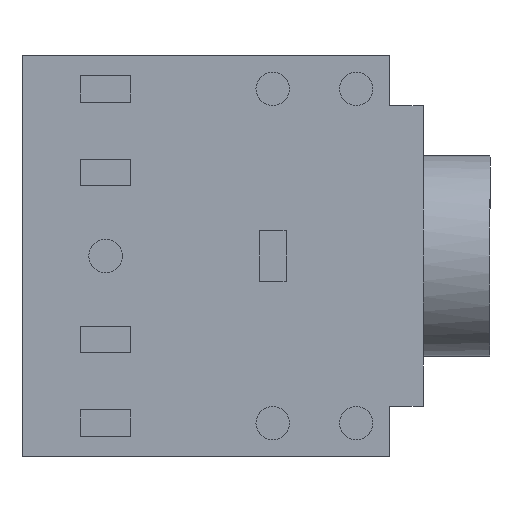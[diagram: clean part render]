
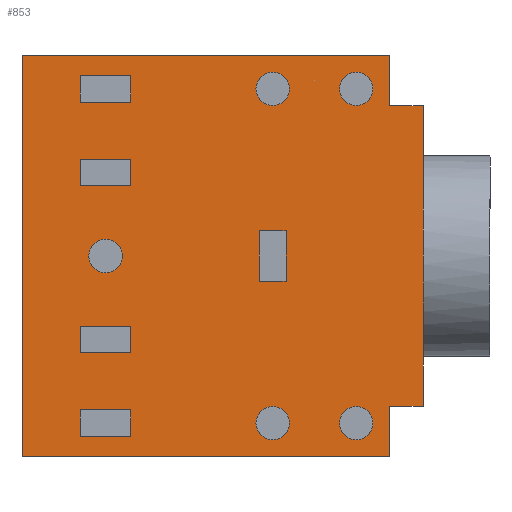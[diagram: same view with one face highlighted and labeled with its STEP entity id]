
A CAD part, front view. The second image highlights one B-rep face of the part: STEP entity #853.
In plain terms, the highlighted planar face has unit normal (0, -1, 0).
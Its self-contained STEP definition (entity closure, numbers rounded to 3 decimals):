
#27=FACE_BOUND('',#165,.T.);
#28=FACE_BOUND('',#166,.T.);
#29=FACE_BOUND('',#167,.T.);
#30=FACE_BOUND('',#168,.T.);
#31=FACE_BOUND('',#169,.T.);
#50=PLANE('',#946);
#106=FACE_OUTER_BOUND('',#164,.T.);
#164=EDGE_LOOP('',(#686,#687,#688,#689,#690,#691,#692,#693,#694,#695));
#165=EDGE_LOOP('',(#696));
#166=EDGE_LOOP('',(#697));
#167=EDGE_LOOP('',(#698));
#168=EDGE_LOOP('',(#699));
#169=EDGE_LOOP('',(#700));
#206=LINE('',#1267,#301);
#211=LINE('',#1288,#306);
#212=LINE('',#1291,#307);
#215=LINE('',#1298,#310);
#219=LINE('',#1306,#314);
#222=LINE('',#1312,#317);
#225=LINE('',#1318,#320);
#228=LINE('',#1324,#323);
#231=LINE('',#1329,#326);
#233=LINE('',#1332,#328);
#301=VECTOR('',#1033,10.);
#306=VECTOR('',#1058,10.);
#307=VECTOR('',#1061,10.);
#310=VECTOR('',#1066,10.);
#314=VECTOR('',#1072,10.);
#317=VECTOR('',#1077,10.);
#320=VECTOR('',#1082,10.);
#323=VECTOR('',#1087,10.);
#326=VECTOR('',#1092,10.);
#328=VECTOR('',#1096,10.);
#391=CIRCLE('',#905,0.5);
#393=CIRCLE('',#909,0.5);
#395=CIRCLE('',#913,0.5);
#397=CIRCLE('',#917,0.5);
#399=CIRCLE('',#921,0.5);
#409=VERTEX_POINT('',#1226);
#411=VERTEX_POINT('',#1233);
#413=VERTEX_POINT('',#1240);
#415=VERTEX_POINT('',#1247);
#417=VERTEX_POINT('',#1254);
#420=VERTEX_POINT('',#1265);
#421=VERTEX_POINT('',#1266);
#427=VERTEX_POINT('',#1286);
#428=VERTEX_POINT('',#1290);
#430=VERTEX_POINT('',#1296);
#431=VERTEX_POINT('',#1297);
#434=VERTEX_POINT('',#1305);
#436=VERTEX_POINT('',#1311);
#438=VERTEX_POINT('',#1317);
#440=VERTEX_POINT('',#1323);
#484=EDGE_CURVE('',#409,#409,#391,.T.);
#487=EDGE_CURVE('',#411,#411,#393,.T.);
#490=EDGE_CURVE('',#413,#413,#395,.T.);
#493=EDGE_CURVE('',#415,#415,#397,.T.);
#496=EDGE_CURVE('',#417,#417,#399,.T.);
#500=EDGE_CURVE('',#420,#421,#206,.T.);
#511=EDGE_CURVE('',#421,#427,#211,.T.);
#512=EDGE_CURVE('',#428,#420,#212,.T.);
#515=EDGE_CURVE('',#430,#431,#215,.T.);
#519=EDGE_CURVE('',#431,#434,#219,.T.);
#522=EDGE_CURVE('',#434,#436,#222,.T.);
#525=EDGE_CURVE('',#436,#438,#225,.T.);
#528=EDGE_CURVE('',#438,#440,#228,.T.);
#531=EDGE_CURVE('',#440,#428,#231,.T.);
#533=EDGE_CURVE('',#427,#430,#233,.T.);
#686=ORIENTED_EDGE('',*,*,#533,.T.);
#687=ORIENTED_EDGE('',*,*,#515,.T.);
#688=ORIENTED_EDGE('',*,*,#519,.T.);
#689=ORIENTED_EDGE('',*,*,#522,.T.);
#690=ORIENTED_EDGE('',*,*,#525,.T.);
#691=ORIENTED_EDGE('',*,*,#528,.T.);
#692=ORIENTED_EDGE('',*,*,#531,.T.);
#693=ORIENTED_EDGE('',*,*,#512,.T.);
#694=ORIENTED_EDGE('',*,*,#500,.T.);
#695=ORIENTED_EDGE('',*,*,#511,.T.);
#696=ORIENTED_EDGE('',*,*,#484,.T.);
#697=ORIENTED_EDGE('',*,*,#487,.T.);
#698=ORIENTED_EDGE('',*,*,#490,.T.);
#699=ORIENTED_EDGE('',*,*,#493,.T.);
#700=ORIENTED_EDGE('',*,*,#496,.T.);
#853=ADVANCED_FACE('',(#106,#27,#28,#29,#30,#31),#50,.F.);
#905=AXIS2_PLACEMENT_3D('',#1228,#984,#985);
#909=AXIS2_PLACEMENT_3D('',#1235,#993,#994);
#913=AXIS2_PLACEMENT_3D('',#1242,#1002,#1003);
#917=AXIS2_PLACEMENT_3D('',#1249,#1011,#1012);
#921=AXIS2_PLACEMENT_3D('',#1256,#1020,#1021);
#946=AXIS2_PLACEMENT_3D('',#1335,#1100,#1101);
#984=DIRECTION('center_axis',(0.,1.,0.));
#985=DIRECTION('ref_axis',(1.,0.,0.));
#993=DIRECTION('center_axis',(0.,1.,0.));
#994=DIRECTION('ref_axis',(1.,0.,0.));
#1002=DIRECTION('center_axis',(0.,1.,0.));
#1003=DIRECTION('ref_axis',(1.,0.,0.));
#1011=DIRECTION('center_axis',(0.,1.,0.));
#1012=DIRECTION('ref_axis',(1.,0.,0.));
#1020=DIRECTION('center_axis',(0.,1.,0.));
#1021=DIRECTION('ref_axis',(1.,0.,0.));
#1033=DIRECTION('',(0.,0.,1.));
#1058=DIRECTION('',(0.,0.,1.));
#1061=DIRECTION('',(0.,0.,1.));
#1066=DIRECTION('',(0.,0.,1.));
#1072=DIRECTION('',(-1.,0.,0.));
#1077=DIRECTION('',(0.,0.,-1.));
#1082=DIRECTION('',(1.,0.,0.));
#1087=DIRECTION('',(0.,0.,1.));
#1092=DIRECTION('',(1.,0.,0.));
#1096=DIRECTION('',(-1.,0.,0.));
#1100=DIRECTION('center_axis',(0.,1.,0.));
#1101=DIRECTION('ref_axis',(1.,0.,0.));
#1226=CARTESIAN_POINT('',(2.,0.,0.));
#1228=CARTESIAN_POINT('Origin',(2.5,0.,0.));
#1233=CARTESIAN_POINT('',(7.,0.,5.));
#1235=CARTESIAN_POINT('Origin',(7.5,0.,5.));
#1240=CARTESIAN_POINT('',(7.,0.,-5.));
#1242=CARTESIAN_POINT('Origin',(7.5,0.,-5.));
#1247=CARTESIAN_POINT('',(9.5,0.,5.));
#1249=CARTESIAN_POINT('Origin',(10.,0.,5.));
#1254=CARTESIAN_POINT('',(9.5,0.,-5.));
#1256=CARTESIAN_POINT('Origin',(10.,0.,-5.));
#1265=CARTESIAN_POINT('',(12.,0.,-1.658));
#1266=CARTESIAN_POINT('',(12.,0.,1.658));
#1267=CARTESIAN_POINT('',(12.,0.,-4.5));
#1286=CARTESIAN_POINT('',(12.,0.,4.5));
#1288=CARTESIAN_POINT('',(12.,0.,-4.5));
#1290=CARTESIAN_POINT('',(12.,0.,-4.5));
#1291=CARTESIAN_POINT('',(12.,0.,-4.5));
#1296=CARTESIAN_POINT('',(11.,0.,4.5));
#1297=CARTESIAN_POINT('',(11.,0.,6.));
#1298=CARTESIAN_POINT('',(11.,0.,4.5));
#1305=CARTESIAN_POINT('',(0.,0.,6.));
#1306=CARTESIAN_POINT('',(11.,0.,6.));
#1311=CARTESIAN_POINT('',(0.,0.,-6.));
#1312=CARTESIAN_POINT('',(0.,0.,6.));
#1317=CARTESIAN_POINT('',(11.,0.,-6.));
#1318=CARTESIAN_POINT('',(0.,0.,-6.));
#1323=CARTESIAN_POINT('',(11.,0.,-4.5));
#1324=CARTESIAN_POINT('',(11.,0.,-6.));
#1329=CARTESIAN_POINT('',(11.,0.,-4.5));
#1332=CARTESIAN_POINT('',(12.,0.,4.5));
#1335=CARTESIAN_POINT('Origin',(6.,0.,0.));
